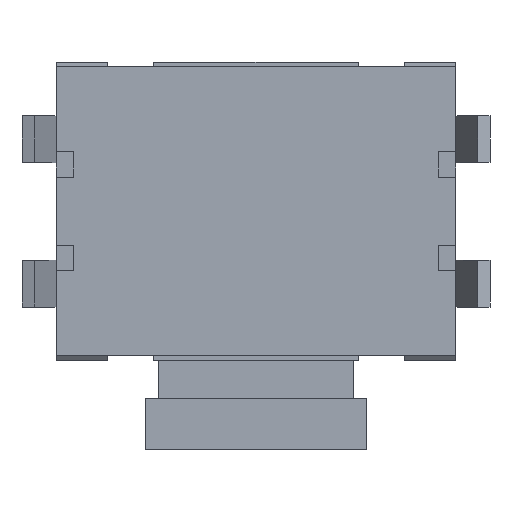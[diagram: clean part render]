
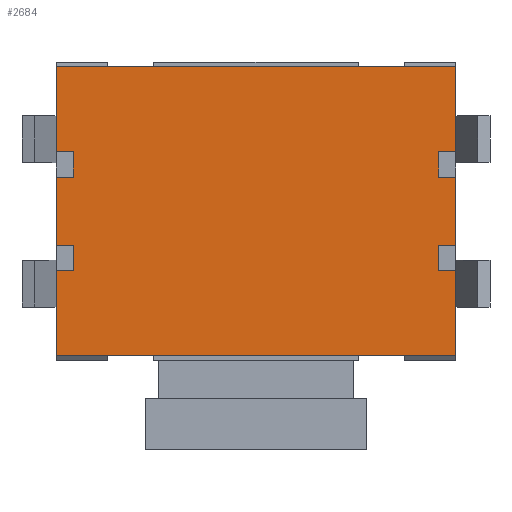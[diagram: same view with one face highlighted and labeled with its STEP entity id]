
A CAD part, top view. The second image highlights one B-rep face of the part: STEP entity #2684.
In plain terms, the highlighted planar face has unit normal (0, 0, 1).
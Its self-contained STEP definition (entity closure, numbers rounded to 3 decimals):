
#1550 = VERTEX_POINT('',#1551);
#1551 = CARTESIAN_POINT('',(-2.35,1.7,1.7));
#1557 = EDGE_CURVE('',#1550,#1558,#1560,.T.);
#1558 = VERTEX_POINT('',#1559);
#1559 = CARTESIAN_POINT('',(2.35,1.7,1.7));
#1560 = LINE('',#1561,#1562);
#1561 = CARTESIAN_POINT('',(-2.35,1.7,1.7));
#1562 = VECTOR('',#1563,1.);
#1563 = DIRECTION('',(1.,0.,0.));
#1607 = VERTEX_POINT('',#1608);
#1608 = CARTESIAN_POINT('',(-2.35,0.7,1.7));
#1614 = EDGE_CURVE('',#1607,#1550,#1615,.T.);
#1615 = LINE('',#1616,#1617);
#1616 = CARTESIAN_POINT('',(-2.35,0.7,1.7));
#1617 = VECTOR('',#1618,1.);
#1618 = DIRECTION('',(0.,1.,0.));
#1708 = VERTEX_POINT('',#1709);
#1709 = CARTESIAN_POINT('',(-2.35,-0.4,1.7));
#1715 = EDGE_CURVE('',#1708,#1716,#1718,.T.);
#1716 = VERTEX_POINT('',#1717);
#1717 = CARTESIAN_POINT('',(-2.35,0.4,1.7));
#1718 = LINE('',#1719,#1720);
#1719 = CARTESIAN_POINT('',(-2.35,-0.4,1.7));
#1720 = VECTOR('',#1721,1.);
#1721 = DIRECTION('',(0.,1.,0.));
#1772 = VERTEX_POINT('',#1773);
#1773 = CARTESIAN_POINT('',(-2.35,-1.7,1.7));
#1779 = EDGE_CURVE('',#1772,#1780,#1782,.T.);
#1780 = VERTEX_POINT('',#1781);
#1781 = CARTESIAN_POINT('',(-2.35,-0.7,1.7));
#1782 = LINE('',#1783,#1784);
#1783 = CARTESIAN_POINT('',(-2.35,-1.7,1.7));
#1784 = VECTOR('',#1785,1.);
#1785 = DIRECTION('',(0.,1.,0.));
#1959 = VERTEX_POINT('',#1960);
#1960 = CARTESIAN_POINT('',(2.35,-0.7,1.7));
#1966 = EDGE_CURVE('',#1959,#1967,#1969,.T.);
#1967 = VERTEX_POINT('',#1968);
#1968 = CARTESIAN_POINT('',(2.35,-1.7,1.7));
#1969 = LINE('',#1970,#1971);
#1970 = CARTESIAN_POINT('',(2.35,-0.7,1.7));
#1971 = VECTOR('',#1972,1.);
#1972 = DIRECTION('',(0.,-1.,0.));
#2029 = VERTEX_POINT('',#2030);
#2030 = CARTESIAN_POINT('',(2.35,0.4,1.7));
#2036 = EDGE_CURVE('',#2029,#2037,#2039,.T.);
#2037 = VERTEX_POINT('',#2038);
#2038 = CARTESIAN_POINT('',(2.35,-0.4,1.7));
#2039 = LINE('',#2040,#2041);
#2040 = CARTESIAN_POINT('',(2.35,0.4,1.7));
#2041 = VECTOR('',#2042,1.);
#2042 = DIRECTION('',(0.,-1.,0.));
#2091 = EDGE_CURVE('',#1558,#2092,#2094,.T.);
#2092 = VERTEX_POINT('',#2093);
#2093 = CARTESIAN_POINT('',(2.35,0.7,1.7));
#2094 = LINE('',#2095,#2096);
#2095 = CARTESIAN_POINT('',(2.35,1.7,1.7));
#2096 = VECTOR('',#2097,1.);
#2097 = DIRECTION('',(0.,-1.,0.));
#2684 = ADVANCED_FACE('',(#2685),#2788,.T.);
#2685 = FACE_BOUND('',#2686,.F.);
#2686 = EDGE_LOOP('',(#2687,#2688,#2689,#2697,#2705,#2711,#2712,#2720,
    #2728,#2734,#2735,#2741,#2742,#2750,#2758,#2764,#2765,#2773,#2781,
    #2787));
#2687 = ORIENTED_EDGE('',*,*,#1557,.T.);
#2688 = ORIENTED_EDGE('',*,*,#2091,.T.);
#2689 = ORIENTED_EDGE('',*,*,#2690,.T.);
#2690 = EDGE_CURVE('',#2092,#2691,#2693,.T.);
#2691 = VERTEX_POINT('',#2692);
#2692 = CARTESIAN_POINT('',(2.15,0.7,1.7));
#2693 = LINE('',#2694,#2695);
#2694 = CARTESIAN_POINT('',(2.35,0.7,1.7));
#2695 = VECTOR('',#2696,1.);
#2696 = DIRECTION('',(-1.,0.,0.));
#2697 = ORIENTED_EDGE('',*,*,#2698,.T.);
#2698 = EDGE_CURVE('',#2691,#2699,#2701,.T.);
#2699 = VERTEX_POINT('',#2700);
#2700 = CARTESIAN_POINT('',(2.15,0.4,1.7));
#2701 = LINE('',#2702,#2703);
#2702 = CARTESIAN_POINT('',(2.15,0.7,1.7));
#2703 = VECTOR('',#2704,1.);
#2704 = DIRECTION('',(0.,-1.,0.));
#2705 = ORIENTED_EDGE('',*,*,#2706,.T.);
#2706 = EDGE_CURVE('',#2699,#2029,#2707,.T.);
#2707 = LINE('',#2708,#2709);
#2708 = CARTESIAN_POINT('',(2.15,0.4,1.7));
#2709 = VECTOR('',#2710,1.);
#2710 = DIRECTION('',(1.,0.,0.));
#2711 = ORIENTED_EDGE('',*,*,#2036,.T.);
#2712 = ORIENTED_EDGE('',*,*,#2713,.T.);
#2713 = EDGE_CURVE('',#2037,#2714,#2716,.T.);
#2714 = VERTEX_POINT('',#2715);
#2715 = CARTESIAN_POINT('',(2.15,-0.4,1.7));
#2716 = LINE('',#2717,#2718);
#2717 = CARTESIAN_POINT('',(2.35,-0.4,1.7));
#2718 = VECTOR('',#2719,1.);
#2719 = DIRECTION('',(-1.,0.,0.));
#2720 = ORIENTED_EDGE('',*,*,#2721,.T.);
#2721 = EDGE_CURVE('',#2714,#2722,#2724,.T.);
#2722 = VERTEX_POINT('',#2723);
#2723 = CARTESIAN_POINT('',(2.15,-0.7,1.7));
#2724 = LINE('',#2725,#2726);
#2725 = CARTESIAN_POINT('',(2.15,-0.4,1.7));
#2726 = VECTOR('',#2727,1.);
#2727 = DIRECTION('',(0.,-1.,0.));
#2728 = ORIENTED_EDGE('',*,*,#2729,.T.);
#2729 = EDGE_CURVE('',#2722,#1959,#2730,.T.);
#2730 = LINE('',#2731,#2732);
#2731 = CARTESIAN_POINT('',(2.15,-0.7,1.7));
#2732 = VECTOR('',#2733,1.);
#2733 = DIRECTION('',(1.,0.,0.));
#2734 = ORIENTED_EDGE('',*,*,#1966,.T.);
#2735 = ORIENTED_EDGE('',*,*,#2736,.T.);
#2736 = EDGE_CURVE('',#1967,#1772,#2737,.T.);
#2737 = LINE('',#2738,#2739);
#2738 = CARTESIAN_POINT('',(2.35,-1.7,1.7));
#2739 = VECTOR('',#2740,1.);
#2740 = DIRECTION('',(-1.,0.,0.));
#2741 = ORIENTED_EDGE('',*,*,#1779,.T.);
#2742 = ORIENTED_EDGE('',*,*,#2743,.T.);
#2743 = EDGE_CURVE('',#1780,#2744,#2746,.T.);
#2744 = VERTEX_POINT('',#2745);
#2745 = CARTESIAN_POINT('',(-2.15,-0.7,1.7));
#2746 = LINE('',#2747,#2748);
#2747 = CARTESIAN_POINT('',(-2.35,-0.7,1.7));
#2748 = VECTOR('',#2749,1.);
#2749 = DIRECTION('',(1.,0.,0.));
#2750 = ORIENTED_EDGE('',*,*,#2751,.T.);
#2751 = EDGE_CURVE('',#2744,#2752,#2754,.T.);
#2752 = VERTEX_POINT('',#2753);
#2753 = CARTESIAN_POINT('',(-2.15,-0.4,1.7));
#2754 = LINE('',#2755,#2756);
#2755 = CARTESIAN_POINT('',(-2.15,-0.7,1.7));
#2756 = VECTOR('',#2757,1.);
#2757 = DIRECTION('',(0.,1.,0.));
#2758 = ORIENTED_EDGE('',*,*,#2759,.T.);
#2759 = EDGE_CURVE('',#2752,#1708,#2760,.T.);
#2760 = LINE('',#2761,#2762);
#2761 = CARTESIAN_POINT('',(-2.15,-0.4,1.7));
#2762 = VECTOR('',#2763,1.);
#2763 = DIRECTION('',(-1.,0.,0.));
#2764 = ORIENTED_EDGE('',*,*,#1715,.T.);
#2765 = ORIENTED_EDGE('',*,*,#2766,.T.);
#2766 = EDGE_CURVE('',#1716,#2767,#2769,.T.);
#2767 = VERTEX_POINT('',#2768);
#2768 = CARTESIAN_POINT('',(-2.15,0.4,1.7));
#2769 = LINE('',#2770,#2771);
#2770 = CARTESIAN_POINT('',(-2.35,0.4,1.7));
#2771 = VECTOR('',#2772,1.);
#2772 = DIRECTION('',(1.,0.,0.));
#2773 = ORIENTED_EDGE('',*,*,#2774,.T.);
#2774 = EDGE_CURVE('',#2767,#2775,#2777,.T.);
#2775 = VERTEX_POINT('',#2776);
#2776 = CARTESIAN_POINT('',(-2.15,0.7,1.7));
#2777 = LINE('',#2778,#2779);
#2778 = CARTESIAN_POINT('',(-2.15,0.4,1.7));
#2779 = VECTOR('',#2780,1.);
#2780 = DIRECTION('',(0.,1.,0.));
#2781 = ORIENTED_EDGE('',*,*,#2782,.T.);
#2782 = EDGE_CURVE('',#2775,#1607,#2783,.T.);
#2783 = LINE('',#2784,#2785);
#2784 = CARTESIAN_POINT('',(-2.15,0.7,1.7));
#2785 = VECTOR('',#2786,1.);
#2786 = DIRECTION('',(-1.,0.,0.));
#2787 = ORIENTED_EDGE('',*,*,#1614,.T.);
#2788 = PLANE('',#2789);
#2789 = AXIS2_PLACEMENT_3D('',#2790,#2791,#2792);
#2790 = CARTESIAN_POINT('',(0.,0.,1.7));
#2791 = DIRECTION('',(0.,0.,1.));
#2792 = DIRECTION('',(1.,0.,0.));
